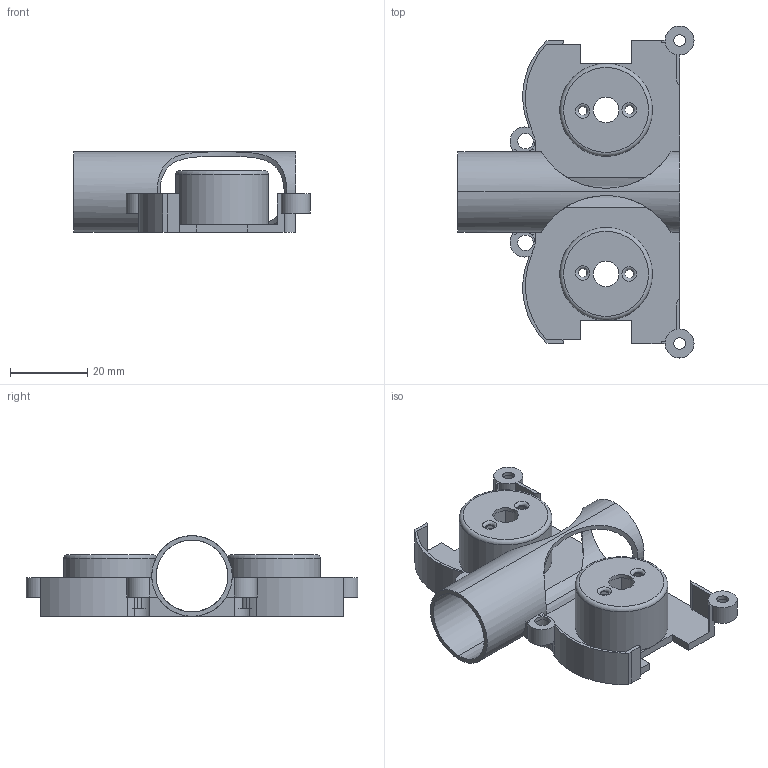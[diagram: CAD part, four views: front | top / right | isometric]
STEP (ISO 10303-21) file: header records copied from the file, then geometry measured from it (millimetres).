
FILE_DESCRIPTION(/* description */ (''),/* implementation_level */ '2;1');
FILE_NAME(/* name */ 'BigPowerElectric_Pistol_42.5mm_Daybreak.step',/* time_stamp */ '2022-07-12T10:26:14-05:00',/* author */ (''),/* organization */ (''),/* preprocessor_version */ 'ST-DEVELOPER v19',/* originating_system */ 'Autodesk Translation Framework v11.7.0.108',/* authorisation */ '');
FILE_SCHEMA (('AUTOMOTIVE_DESIGN { 1 0 10303 214 3 1 1 }'));
Products named in the file (1): BigPowerElectric_Pistol_42.5mm_Daybreak
Bounding box: 61.15 x 85.95 x 20.89 mm (x, y, z)
Volume: 12057 mm3; surface area: 16218.6 mm2
Topology: 1 solids, 1 shells, 1290 faces, 3693 edges, 2460 vertices
Faces by surface type: bspline 843, plane 393, cylinder 48, torus 6
Full cylindrical faces by diameter (mm): 2.25 x4, 3 x2, 4 x2, 6 x4, 6.6 x2, 24 x2
Entity records: 50173 total; most frequent: CARTESIAN_POINT 22109, ORIENTED_EDGE 7386, EDGE_CURVE 3693, DIRECTION 3022, VERTEX_POINT 2460, LINE 1848, VECTOR 1848, B_SPLINE_CURVE_WITH_KNOTS 1706
